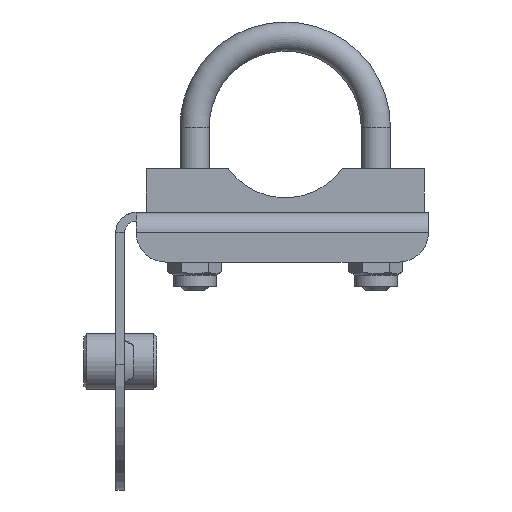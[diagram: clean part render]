
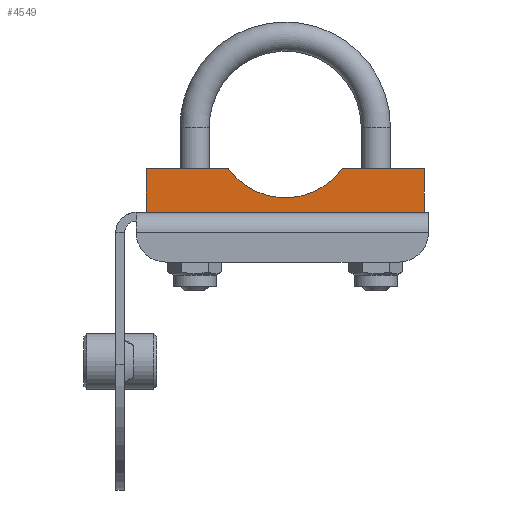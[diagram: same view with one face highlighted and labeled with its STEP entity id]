
A CAD part, left-side view. The second image highlights one B-rep face of the part: STEP entity #4549.
In plain terms, the highlighted face is planar.
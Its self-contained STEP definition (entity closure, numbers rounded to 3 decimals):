
#374=PLANE('',#5000);
#603=FACE_OUTER_BOUND('',#922,.T.);
#922=EDGE_LOOP('',(#4030,#4031,#4032,#4033,#4034,#4035));
#1198=CIRCLE('',#5001,24.15);
#1424=LINE('',#7552,#1772);
#1428=LINE('',#7569,#1776);
#1495=LINE('',#7738,#1843);
#1560=LINE('',#7875,#1908);
#1561=LINE('',#7877,#1909);
#1772=VECTOR('',#5936,27.93);
#1776=VECTOR('',#5952,27.93);
#1843=VECTOR('',#6093,95.);
#1908=VECTOR('',#6214,15.);
#1909=VECTOR('',#6217,15.);
#2219=VERTEX_POINT('',#7549);
#2220=VERTEX_POINT('',#7551);
#2226=VERTEX_POINT('',#7566);
#2227=VERTEX_POINT('',#7568);
#2291=VERTEX_POINT('',#7735);
#2292=VERTEX_POINT('',#7737);
#2773=EDGE_CURVE('',#2219,#2220,#1424,.T.);
#2780=EDGE_CURVE('',#2226,#2227,#1428,.T.);
#2860=EDGE_CURVE('',#2292,#2291,#1495,.T.);
#2933=EDGE_CURVE('',#2291,#2227,#1560,.T.);
#2934=EDGE_CURVE('',#2226,#2220,#1198,.T.);
#2935=EDGE_CURVE('',#2292,#2219,#1561,.T.);
#4030=ORIENTED_EDGE('',*,*,#2860,.T.);
#4031=ORIENTED_EDGE('',*,*,#2933,.T.);
#4032=ORIENTED_EDGE('',*,*,#2780,.F.);
#4033=ORIENTED_EDGE('',*,*,#2934,.T.);
#4034=ORIENTED_EDGE('',*,*,#2773,.F.);
#4035=ORIENTED_EDGE('',*,*,#2935,.F.);
#4549=ADVANCED_FACE('',(#603),#374,.T.);
#5000=AXIS2_PLACEMENT_3D('',#7874,#6212,#6213);
#5001=AXIS2_PLACEMENT_3D('',#7876,#6215,#6216);
#5936=DIRECTION('',(1.,0.,0.));
#5952=DIRECTION('',(1.,0.,0.));
#6093=DIRECTION('',(1.,0.,0.));
#6212=DIRECTION('center_axis',(0.,-1.,0.));
#6213=DIRECTION('ref_axis',(1.,0.,0.));
#6214=DIRECTION('',(0.,0.,1.));
#6215=DIRECTION('center_axis',(0.,1.,0.));
#6216=DIRECTION('ref_axis',(1.,0.,0.));
#6217=DIRECTION('',(0.,0.,1.));
#7549=CARTESIAN_POINT('',(-47.5,-17.5,15.));
#7551=CARTESIAN_POINT('',(-19.57,-17.5,15.));
#7552=CARTESIAN_POINT('',(-47.5,-17.5,15.));
#7566=CARTESIAN_POINT('',(19.57,-17.5,15.));
#7568=CARTESIAN_POINT('',(47.5,-17.5,15.));
#7569=CARTESIAN_POINT('',(-47.5,-17.5,15.));
#7735=CARTESIAN_POINT('',(47.5,-17.5,0.));
#7737=CARTESIAN_POINT('',(-47.5,-17.5,0.));
#7738=CARTESIAN_POINT('',(-47.5,-17.5,0.));
#7874=CARTESIAN_POINT('Origin',(-47.5,-17.5,0.));
#7875=CARTESIAN_POINT('',(47.5,-17.5,0.));
#7876=CARTESIAN_POINT('Origin',(0.,-17.5,29.15));
#7877=CARTESIAN_POINT('',(-47.5,-17.5,0.));
